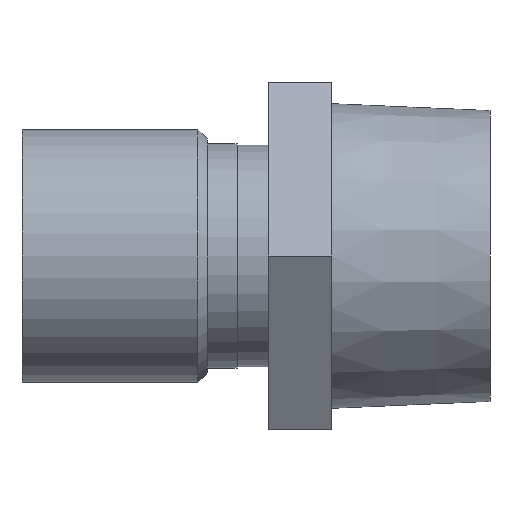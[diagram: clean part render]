
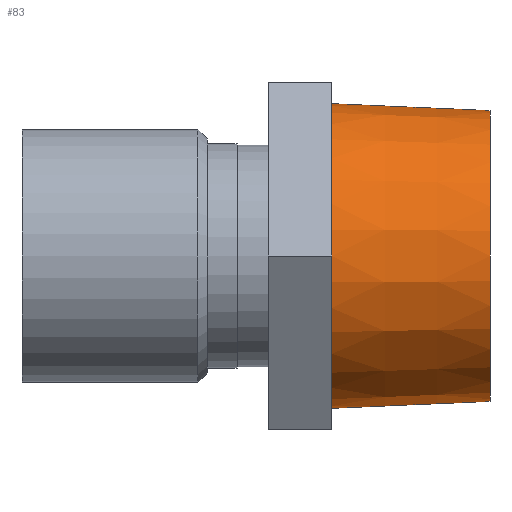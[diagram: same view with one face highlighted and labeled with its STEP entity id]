
A CAD part, left-side view. The second image highlights one B-rep face of the part: STEP entity #83.
In plain terms, the highlighted conical face has half-angle 2.5 degrees and reference radius 24.13 mm.
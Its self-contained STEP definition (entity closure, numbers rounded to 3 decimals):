
#83 = ADVANCED_FACE( '', ( #177, #178 ), #179, .T. );
#177 = FACE_BOUND( '', #268, .T. );
#178 = FACE_OUTER_BOUND( '', #269, .T. );
#179 = CONICAL_SURFACE( '', #270, 24.13, 0.044 );
#268 = EDGE_LOOP( '', ( #403 ) );
#269 = EDGE_LOOP( '', ( #404 ) );
#270 = AXIS2_PLACEMENT_3D( '', #405, #406, #407 );
#403 = ORIENTED_EDGE( '', *, *, #474, .F. );
#404 = ORIENTED_EDGE( '', *, *, #468, .T. );
#405 = CARTESIAN_POINT( '', ( 0., 1.04, 0. ) );
#406 = DIRECTION( '', ( 0., 1., 0. ) );
#407 = DIRECTION( '', ( 0., 0., 1. ) );
#468 = EDGE_CURVE( '', #541, #541, #542, .T. );
#474 = EDGE_CURVE( '', #550, #550, #551, .F. );
#541 = VERTEX_POINT( '', #633 );
#542 = CIRCLE( '', #634, 24.085 );
#550 = VERTEX_POINT( '', #644 );
#551 = CIRCLE( '', #645, 22.993 );
#633 = CARTESIAN_POINT( '', ( 0., 0., -24.085 ) );
#634 = AXIS2_PLACEMENT_3D( '', #719, #720, #721 );
#644 = CARTESIAN_POINT( '', ( 0., -25., 22.993 ) );
#645 = AXIS2_PLACEMENT_3D( '', #727, #728, #729 );
#719 = CARTESIAN_POINT( '', ( 0., 0., 0. ) );
#720 = DIRECTION( '', ( 0., -1., 0. ) );
#721 = DIRECTION( '', ( 0., 0., -1. ) );
#727 = CARTESIAN_POINT( '', ( 0., -25., 0. ) );
#728 = DIRECTION( '', ( 0., 1., 0. ) );
#729 = DIRECTION( '', ( 0., 0., 1. ) );
